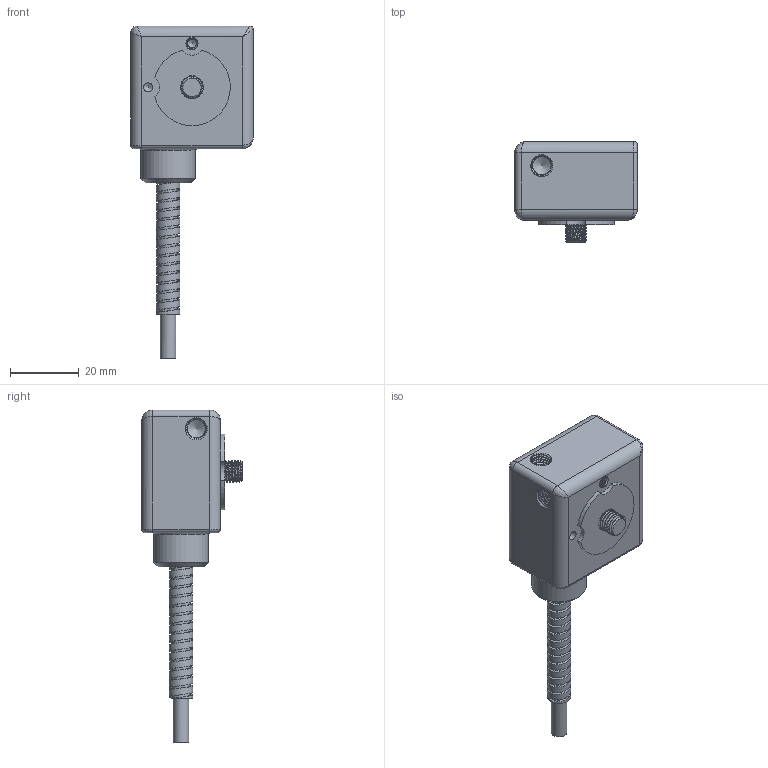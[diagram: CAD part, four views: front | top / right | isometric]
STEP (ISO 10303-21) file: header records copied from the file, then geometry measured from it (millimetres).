
FILE_DESCRIPTION(/* description */ (''),/* implementation_level */ '2;1');
FILE_NAME(/* name */ 'MASTER_TRIAX_NEW_SIDE_EXIT_ARMOR_STANDARD.stp',/* time_stamp */ '2017-04-26T17:52:22-04:00',/* author */ ('aneininger'),/* organization */ (''),/* preprocessor_version */ 'ST-DEVELOPER v16.5',/* originating_system */ 'Autodesk Inventor 2017',/* authorisation */ '');
FILE_SCHEMA (('AUTOMOTIVE_DESIGN { 1 0 10303 214 3 1 1 }'));
Length unit declared in the file: inch
Products named in the file (3): MASTER_TRIAX_NEW_SIDE_EXIT_ARMOR_STANDARD_STEP; MASTER_TRIAX_NEW_SIDE_EXIT_ARMOR_STANDARD; ACP32108
Assembly tree (2 placements, depth 2):
  MASTER_TRIAX_NEW_SIDE_EXIT_ARMOR_STANDARD_STEP
    MASTER_TRIAX_NEW_SIDE_EXIT_ARMOR_STANDARD
    ACP32108
Bounding box: 35.56 x 29.21 x 96.27 mm (x, y, z)
Volume: 24420.5 mm3; surface area: 14251.2 mm2
Topology: 2 solids, 2 shells, 432 faces, 947 edges, 597 vertices
Faces by surface type: plane 164, cylinder 132, bspline 85, cone 42, torus 9
Full cylindrical faces by diameter (mm): 0.127 x19, 0.203 x38, 1.27 x1, 1.413 x2, 2.032 x4, 2.642 x2, 2.794 x2, 2.89 x1, 3.302 x1, 4.496 x12, 4.953 x1, 5.359 x3, 6.756 x1, 9.525 x1, 10.414 x12, 10.668 x1, 11.43 x1, 12.7 x1, 15.875 x1
Entity records: 25047 total; most frequent: CARTESIAN_POINT 16357, DIRECTION 1545, ORIENTED_EDGE 1514, EDGE_CURVE 757, EDGE_LOOP 645, AXIS2_PLACEMENT_3D 643, VERTEX_POINT 556, FACE_OUTER_BOUND 420
